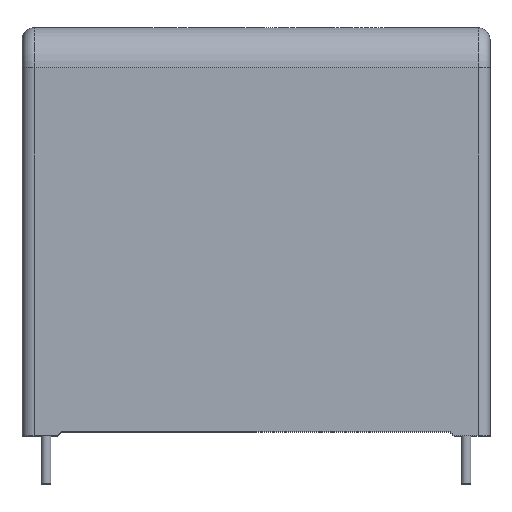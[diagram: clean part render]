
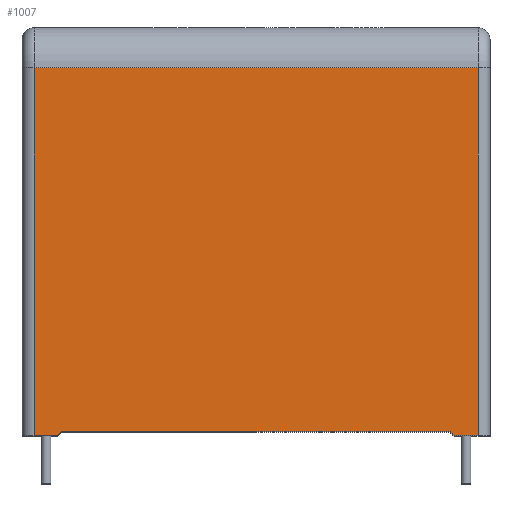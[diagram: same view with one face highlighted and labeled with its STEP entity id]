
A CAD part, top view. The second image highlights one B-rep face of the part: STEP entity #1007.
In plain terms, the highlighted planar face has unit normal (0, 0, 1).
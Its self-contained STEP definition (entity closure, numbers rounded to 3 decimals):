
#305 = CARTESIAN_POINT ( 'NONE',  ( 24.25, 0.5, 18. ) ) ;
#312 = DIRECTION ( 'NONE',  ( 0., 0., -1. ) ) ;
#336 = VERTEX_POINT ( 'NONE', #305 ) ;
#400 = EDGE_CURVE ( 'NONE', #2009, #886, #495, .T. ) ;
#408 = CARTESIAN_POINT ( 'NONE',  ( -27.75, 0., 18. ) ) ;
#495 = LINE ( 'NONE', #1900, #3967 ) ;
#497 = EDGE_CURVE ( 'NONE', #530, #1297, #1173, .T. ) ;
#530 = VERTEX_POINT ( 'NONE', #3322 ) ;
#721 = DIRECTION ( 'NONE',  ( 1., 0., 0. ) ) ;
#752 = DIRECTION ( 'NONE',  ( 1., 0., 0. ) ) ;
#756 = DIRECTION ( 'NONE',  ( 0., 1., 0. ) ) ;
#771 = EDGE_CURVE ( 'NONE', #4305, #1297, #3880, .T. ) ;
#857 = VECTOR ( 'NONE', #3264, 1000. ) ;
#886 = VERTEX_POINT ( 'NONE', #3874 ) ;
#887 = ORIENTED_EDGE ( 'NONE', *, *, #1288, .T. ) ;
#892 = EDGE_LOOP ( 'NONE', ( #2641, #4146, #1774, #2751, #887, #3591, #1011, #2002 ) ) ;
#944 = CARTESIAN_POINT ( 'NONE',  ( 24.25, 0.5, 18. ) ) ;
#955 = CARTESIAN_POINT ( 'NONE',  ( 27.75, 46., 18. ) ) ;
#1007 = ADVANCED_FACE ( 'NONE', ( #3752 ), #2587, .F. ) ;
#1011 = ORIENTED_EDGE ( 'NONE', *, *, #771, .T. ) ;
#1030 = EDGE_CURVE ( 'NONE', #3067, #4305, #2096, .T. ) ;
#1173 = LINE ( 'NONE', #4115, #2046 ) ;
#1287 = VECTOR ( 'NONE', #752, 1000. ) ;
#1288 = EDGE_CURVE ( 'NONE', #2169, #3067, #2878, .T. ) ;
#1297 = VERTEX_POINT ( 'NONE', #2073 ) ;
#1513 = CARTESIAN_POINT ( 'NONE',  ( -27.75, 51., 18. ) ) ;
#1539 = EDGE_CURVE ( 'NONE', #886, #2169, #4209, .T. ) ;
#1576 = DIRECTION ( 'NONE',  ( -0.707, -0.707, 0. ) ) ;
#1692 = CARTESIAN_POINT ( 'NONE',  ( -29.25, 46., 18. ) ) ;
#1774 = ORIENTED_EDGE ( 'NONE', *, *, #400, .T. ) ;
#1786 = EDGE_CURVE ( 'NONE', #2009, #336, #1921, .T. ) ;
#1900 = CARTESIAN_POINT ( 'NONE',  ( -29.25, 0., 18. ) ) ;
#1921 = LINE ( 'NONE', #944, #4249 ) ;
#2002 = ORIENTED_EDGE ( 'NONE', *, *, #497, .F. ) ;
#2009 = VERTEX_POINT ( 'NONE', #2669 ) ;
#2033 = EDGE_CURVE ( 'NONE', #336, #530, #4283, .T. ) ;
#2046 = VECTOR ( 'NONE', #1576, 1000. ) ;
#2073 = CARTESIAN_POINT ( 'NONE',  ( -24.75, 0., 18. ) ) ;
#2096 = LINE ( 'NONE', #1513, #3659 ) ;
#2169 = VERTEX_POINT ( 'NONE', #955 ) ;
#2587 = PLANE ( 'NONE',  #4300 ) ;
#2623 = CARTESIAN_POINT ( 'NONE',  ( -29.25, 0., 18. ) ) ;
#2628 = CARTESIAN_POINT ( 'NONE',  ( 27.75, 51., 18. ) ) ;
#2641 = ORIENTED_EDGE ( 'NONE', *, *, #2033, .F. ) ;
#2669 = CARTESIAN_POINT ( 'NONE',  ( 24.75, 0., 18. ) ) ;
#2751 = ORIENTED_EDGE ( 'NONE', *, *, #1539, .T. ) ;
#2878 = LINE ( 'NONE', #1692, #4328 ) ;
#2889 = CARTESIAN_POINT ( 'NONE',  ( -27.75, 46., 18. ) ) ;
#2924 = DIRECTION ( 'NONE',  ( -1., 0., 0. ) ) ;
#3067 = VERTEX_POINT ( 'NONE', #2889 ) ;
#3082 = DIRECTION ( 'NONE',  ( -0.707, 0.707, 0. ) ) ;
#3186 = CARTESIAN_POINT ( 'NONE',  ( -29.25, 51., 18. ) ) ;
#3264 = DIRECTION ( 'NONE',  ( -1., 0., 0. ) ) ;
#3322 = CARTESIAN_POINT ( 'NONE',  ( -24.25, 0.5, 18. ) ) ;
#3573 = VECTOR ( 'NONE', #756, 1000. ) ;
#3591 = ORIENTED_EDGE ( 'NONE', *, *, #1030, .T. ) ;
#3637 = DIRECTION ( 'NONE',  ( -1., 0., 0. ) ) ;
#3659 = VECTOR ( 'NONE', #4050, 1000. ) ;
#3752 = FACE_OUTER_BOUND ( 'NONE', #892, .T. ) ;
#3818 = CARTESIAN_POINT ( 'NONE',  ( -24.25, 0.5, 18. ) ) ;
#3874 = CARTESIAN_POINT ( 'NONE',  ( 27.75, 0., 18. ) ) ;
#3880 = LINE ( 'NONE', #2623, #1287 ) ;
#3967 = VECTOR ( 'NONE', #721, 1000. ) ;
#4050 = DIRECTION ( 'NONE',  ( 0., -1., 0. ) ) ;
#4115 = CARTESIAN_POINT ( 'NONE',  ( -24.75, 0., 18. ) ) ;
#4146 = ORIENTED_EDGE ( 'NONE', *, *, #1786, .F. ) ;
#4209 = LINE ( 'NONE', #2628, #3573 ) ;
#4249 = VECTOR ( 'NONE', #3082, 1000. ) ;
#4283 = LINE ( 'NONE', #3818, #857 ) ;
#4300 = AXIS2_PLACEMENT_3D ( 'NONE', #3186, #312, #2924 ) ;
#4305 = VERTEX_POINT ( 'NONE', #408 ) ;
#4328 = VECTOR ( 'NONE', #3637, 1000. ) ;
